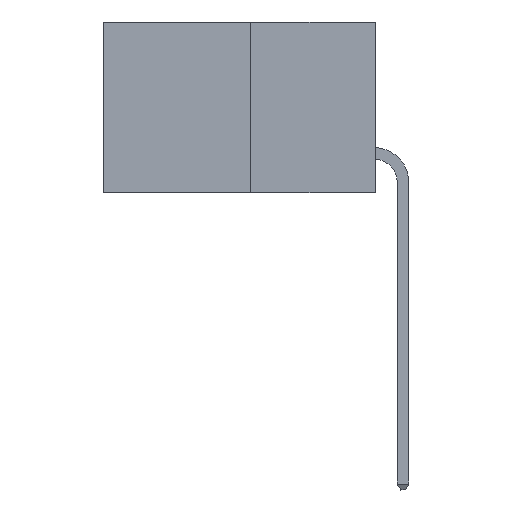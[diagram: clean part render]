
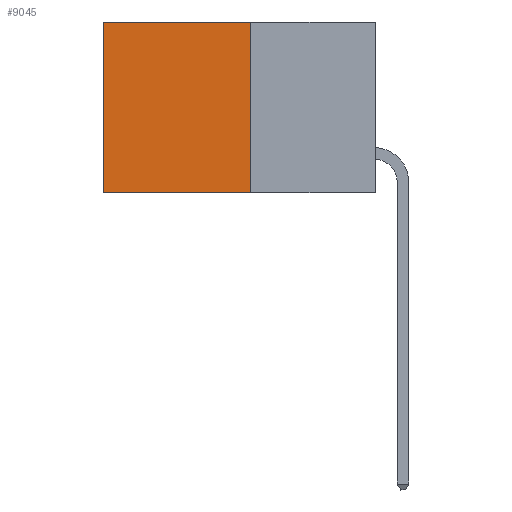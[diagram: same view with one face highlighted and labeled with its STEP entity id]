
A CAD part, left-side view. The second image highlights one B-rep face of the part: STEP entity #9045.
In plain terms, the highlighted planar face has unit normal (-1, 0, 0).
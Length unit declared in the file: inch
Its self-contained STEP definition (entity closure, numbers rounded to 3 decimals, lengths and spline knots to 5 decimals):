
#81 = EDGE_CURVE ( 'NONE', #2741, #11557, #11856, .T. ) ;
#923 = LINE ( 'NONE', #7947, #11768 ) ;
#1688 = DIRECTION ( 'NONE',  ( 0., 1., 0. ) ) ;
#1832 = DIRECTION ( 'NONE',  ( 0., 0., -1. ) ) ;
#2301 = ORIENTED_EDGE ( 'NONE', *, *, #81, .F. ) ;
#2526 = CARTESIAN_POINT ( 'NONE',  ( 0.277, 0.27, -0.37 ) ) ;
#2636 = ORIENTED_EDGE ( 'NONE', *, *, #4121, .F. ) ;
#2741 = VERTEX_POINT ( 'NONE', #2526 ) ;
#3560 = CARTESIAN_POINT ( 'NONE',  ( 0.277, 0.27, 0. ) ) ;
#3646 = VERTEX_POINT ( 'NONE', #8258 ) ;
#3869 = EDGE_LOOP ( 'NONE', ( #9836, #2301, #2636, #8387 ) ) ;
#3874 = FACE_OUTER_BOUND ( 'NONE', #3869, .T. ) ;
#4121 = EDGE_CURVE ( 'NONE', #7538, #2741, #923, .T. ) ;
#4577 = CARTESIAN_POINT ( 'NONE',  ( 0.277, 0.59, -0.37 ) ) ;
#5034 = CARTESIAN_POINT ( 'NONE',  ( 0.277, 0.27, -0.37 ) ) ;
#5724 = DIRECTION ( 'NONE',  ( 0., 0., -1. ) ) ;
#6409 = VECTOR ( 'NONE', #8520, 39.37008 ) ;
#6603 = AXIS2_PLACEMENT_3D ( 'NONE', #10837, #11849, #5724 ) ;
#6869 = EDGE_CURVE ( 'NONE', #3646, #11557, #12415, .T. ) ;
#7538 = VERTEX_POINT ( 'NONE', #12746 ) ;
#7947 = CARTESIAN_POINT ( 'NONE',  ( 0.277, 0.27, -0.37 ) ) ;
#8041 = VECTOR ( 'NONE', #1688, 39.37008 ) ;
#8258 = CARTESIAN_POINT ( 'NONE',  ( 0.277, 0.59, 0. ) ) ;
#8387 = ORIENTED_EDGE ( 'NONE', *, *, #12252, .T. ) ;
#8520 = DIRECTION ( 'NONE',  ( 0., 1., 0. ) ) ;
#9045 = ADVANCED_FACE ( 'NONE', ( #3874 ), #9807, .F. ) ;
#9675 = DIRECTION ( 'NONE',  ( 0., 0., -1. ) ) ;
#9807 = PLANE ( 'NONE',  #6603 ) ;
#9836 = ORIENTED_EDGE ( 'NONE', *, *, #6869, .T. ) ;
#10837 = CARTESIAN_POINT ( 'NONE',  ( 0.277, 0.27, -0.37 ) ) ;
#11557 = VERTEX_POINT ( 'NONE', #12667 ) ;
#11768 = VECTOR ( 'NONE', #1832, 39.37008 ) ;
#11849 = DIRECTION ( 'NONE',  ( 1., 0., 0. ) ) ;
#11856 = LINE ( 'NONE', #5034, #6409 ) ;
#12100 = VECTOR ( 'NONE', #9675, 39.37008 ) ;
#12252 = EDGE_CURVE ( 'NONE', #7538, #3646, #13144, .T. ) ;
#12415 = LINE ( 'NONE', #4577, #12100 ) ;
#12667 = CARTESIAN_POINT ( 'NONE',  ( 0.277, 0.59, -0.37 ) ) ;
#12746 = CARTESIAN_POINT ( 'NONE',  ( 0.277, 0.27, 0. ) ) ;
#13144 = LINE ( 'NONE', #3560, #8041 ) ;
